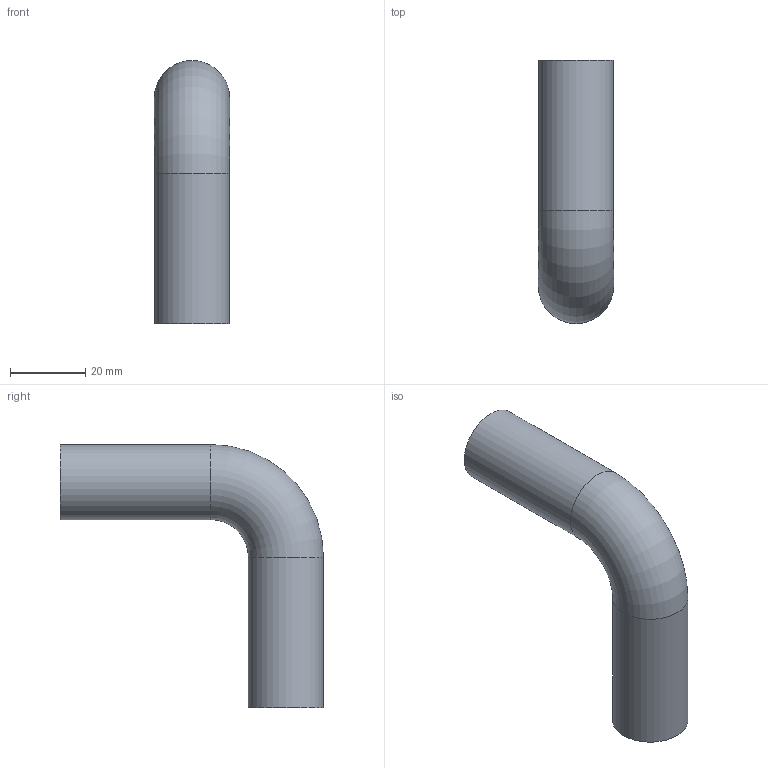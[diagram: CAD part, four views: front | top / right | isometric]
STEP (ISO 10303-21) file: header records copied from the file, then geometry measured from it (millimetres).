
FILE_DESCRIPTION(('FreeCAD Model'),'2;1');
FILE_NAME('PipeSolidFluid.step', '2020-09-09T16:18:07',('Author'),(''), 'Open CASCADE STEP processor 7.4','FreeCAD','Unknown');
FILE_SCHEMA(('AUTOMOTIVE_DESIGN { 1 0 10303 214 1 1 1 1 }'));
Length unit declared in the file: millimetre
Products named in the file (3): PipeSolidFluid; Fluid; Pipe
Assembly tree (2 placements, depth 2):
  PipeSolidFluid
    Fluid
    Pipe
Bounding box: 20 x 70 x 70 mm (x, y, z)
Volume: 35002.3 mm3; surface area: 18829.5 mm2
Topology: 2 solids, 2 shells, 13 faces, 21 edges, 12 vertices
Faces by surface type: plane 4, cylinder 3, torus 3, extrusion 3
Full cylindrical faces by diameter (mm): 16 x2, 20 x1
Entity records: 654 total; most frequent: DIRECTION 113, CARTESIAN_POINT 91, VECTOR 45, ORIENTED_EDGE 42, PCURVE 42, DEFINITIONAL_REPRESENTATION 42, LINE 42, AXIS2_PLACEMENT_3D 31
